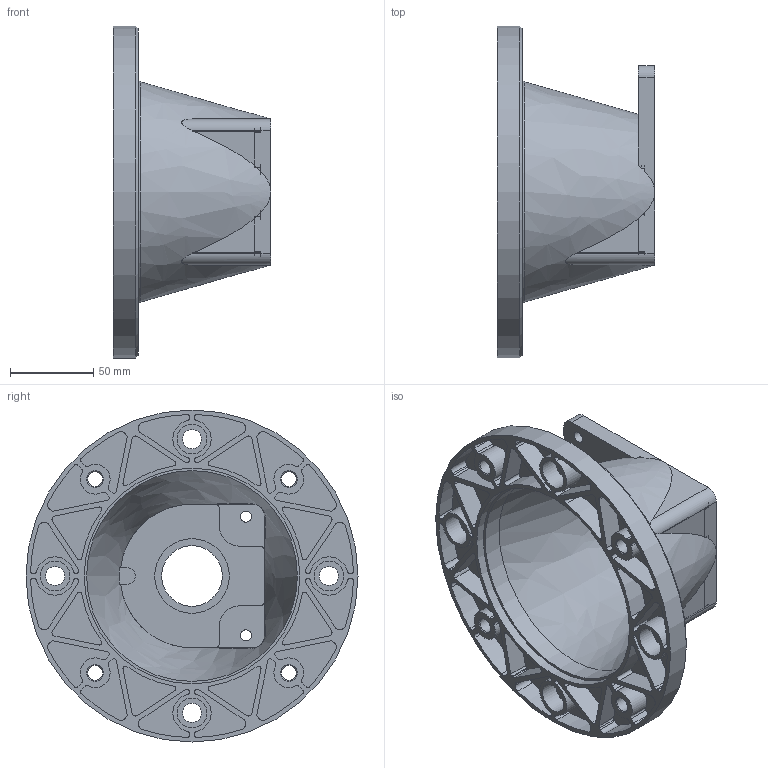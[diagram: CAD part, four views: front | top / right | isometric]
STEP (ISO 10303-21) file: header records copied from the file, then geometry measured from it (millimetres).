
FILE_DESCRIPTION(('STEP AP203'),'2;1');
FILE_NAME('LS203.stp','2005-07-21T17:34:10',(''),(''),'9.0.0','THINKDESIGN','');
FILE_SCHEMA(('CONFIG_CONTROL_DESIGN'));
Length unit declared in the file: millimetre
Bounding box: 95 x 200 x 200 mm (x, y, z)
Volume: 260217.9 mm3; surface area: 162684.6 mm2
Topology: 1 solids, 1 shells, 393 faces, 1129 edges, 768 vertices
Faces by surface type: cylinder 241, plane 128, bspline 24
Full cylindrical faces by diameter (mm): 6.75 x2, 7 x2, 9 x4, 11.5 x4, 18 x4, 36.5 x1, 45 x1, 127 x1, 130 x1, 134 x1, 200 x1
Entity records: 15493 total; most frequent: CARTESIAN_POINT 4576, DIRECTION 2388, ORIENTED_EDGE 2258, EDGE_CURVE 1129, AXIS2_PLACEMENT_3D 930, VERTEX_POINT 768, CIRCLE 561, VECTOR 528
